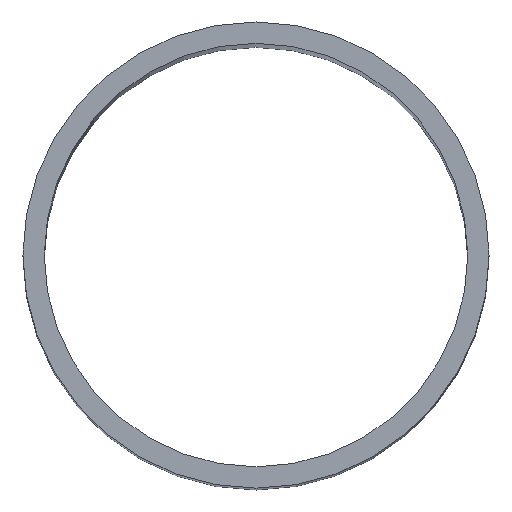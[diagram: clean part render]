
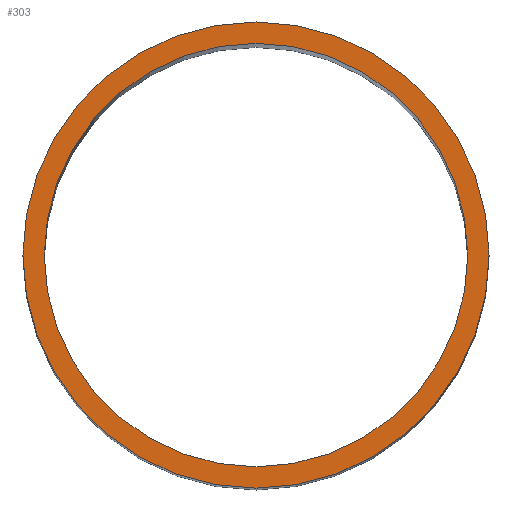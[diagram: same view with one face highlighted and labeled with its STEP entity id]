
A CAD part, top view. The second image highlights one B-rep face of the part: STEP entity #303.
In plain terms, the highlighted planar face has unit normal (0, 0, 1).
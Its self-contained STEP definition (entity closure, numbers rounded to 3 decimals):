
#17 = DIRECTION ( 'NONE',  ( 1., 0., 0. ) ) ;
#25 = ORIENTED_EDGE ( 'NONE', *, *, #87, .F. ) ;
#29 = VERTEX_POINT ( 'NONE', #272 ) ;
#37 = DIRECTION ( 'NONE',  ( 1., 0., 0. ) ) ;
#52 = CIRCLE ( 'NONE', #90, 31.8 ) ;
#53 = FACE_BOUND ( 'NONE', #277, .T. ) ;
#56 = ORIENTED_EDGE ( 'NONE', *, *, #243, .T. ) ;
#62 = ORIENTED_EDGE ( 'NONE', *, *, #269, .F. ) ;
#74 = EDGE_LOOP ( 'NONE', ( #56, #329 ) ) ;
#82 = CARTESIAN_POINT ( 'NONE',  ( 0., 0., 350. ) ) ;
#87 = EDGE_CURVE ( 'NONE', #194, #252, #214, .T. ) ;
#90 = AXIS2_PLACEMENT_3D ( 'NONE', #192, #324, #17 ) ;
#103 = DIRECTION ( 'NONE',  ( 0., 0., 1. ) ) ;
#109 = DIRECTION ( 'NONE',  ( 1., 0., 0. ) ) ;
#116 = CARTESIAN_POINT ( 'NONE',  ( 0., 0., 350. ) ) ;
#128 = CARTESIAN_POINT ( 'NONE',  ( 0., 0., 350. ) ) ;
#138 = CARTESIAN_POINT ( 'NONE',  ( 31.8, 0., 350. ) ) ;
#154 = FACE_OUTER_BOUND ( 'NONE', #74, .T. ) ;
#155 = AXIS2_PLACEMENT_3D ( 'NONE', #116, #218, #213 ) ;
#165 = PLANE ( 'NONE',  #173 ) ;
#173 = AXIS2_PLACEMENT_3D ( 'NONE', #232, #184, #291 ) ;
#184 = DIRECTION ( 'NONE',  ( 0., 0., 1. ) ) ;
#192 = CARTESIAN_POINT ( 'NONE',  ( 0., 0., 350. ) ) ;
#194 = VERTEX_POINT ( 'NONE', #288 ) ;
#213 = DIRECTION ( 'NONE',  ( 1., 0., 0. ) ) ;
#214 = CIRCLE ( 'NONE', #311, 31.8 ) ;
#218 = DIRECTION ( 'NONE',  ( 0., 0., 1. ) ) ;
#223 = AXIS2_PLACEMENT_3D ( 'NONE', #128, #322, #37 ) ;
#232 = CARTESIAN_POINT ( 'NONE',  ( 0., 0., 350. ) ) ;
#240 = VERTEX_POINT ( 'NONE', #326 ) ;
#243 = EDGE_CURVE ( 'NONE', #240, #29, #287, .T. ) ;
#252 = VERTEX_POINT ( 'NONE', #138 ) ;
#266 = CIRCLE ( 'NONE', #223, 35. ) ;
#269 = EDGE_CURVE ( 'NONE', #252, #194, #52, .T. ) ;
#272 = CARTESIAN_POINT ( 'NONE',  ( 35., 0., 350. ) ) ;
#277 = EDGE_LOOP ( 'NONE', ( #25, #62 ) ) ;
#287 = CIRCLE ( 'NONE', #155, 35. ) ;
#288 = CARTESIAN_POINT ( 'NONE',  ( -31.8, 0., 350. ) ) ;
#291 = DIRECTION ( 'NONE',  ( 1., 0., 0. ) ) ;
#295 = EDGE_CURVE ( 'NONE', #29, #240, #266, .T. ) ;
#303 = ADVANCED_FACE ( 'NONE', ( #154, #53 ), #165, .T. ) ;
#311 = AXIS2_PLACEMENT_3D ( 'NONE', #82, #103, #109 ) ;
#322 = DIRECTION ( 'NONE',  ( 0., 0., 1. ) ) ;
#324 = DIRECTION ( 'NONE',  ( 0., 0., 1. ) ) ;
#326 = CARTESIAN_POINT ( 'NONE',  ( -35., 0., 350. ) ) ;
#329 = ORIENTED_EDGE ( 'NONE', *, *, #295, .T. ) ;
